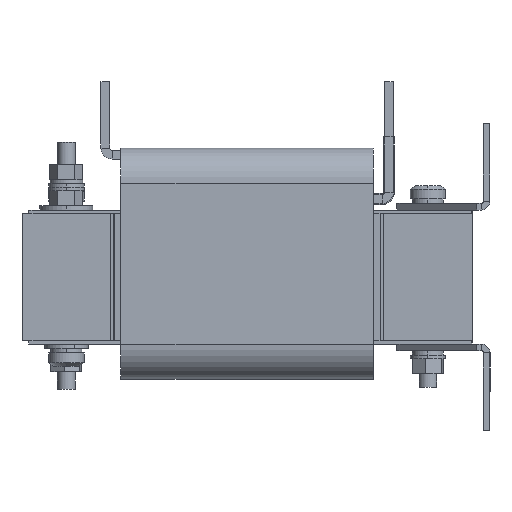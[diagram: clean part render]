
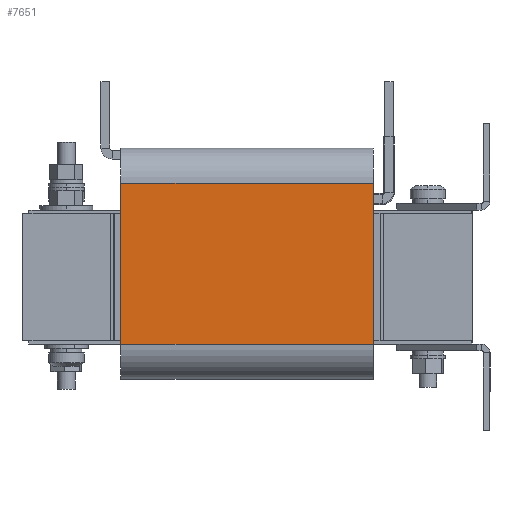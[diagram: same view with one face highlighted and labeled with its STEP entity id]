
A CAD part, left-side view. The second image highlights one B-rep face of the part: STEP entity #7651.
In plain terms, the highlighted planar face has unit normal (-1, 0, 0).
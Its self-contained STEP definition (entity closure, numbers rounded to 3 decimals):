
#658 = LINE ( 'NONE', #11697, #7554 ) ;
#934 = DIRECTION ( 'NONE',  ( 1., 0., 0. ) ) ;
#950 = LINE ( 'NONE', #13689, #14621 ) ;
#1054 = EDGE_CURVE ( 'Defeature ausgef�hrt2_28+Defeature ausgef�hrt2_27+Defeature ausgef�hrt2_19+Defeature ausgef�hrt2_20', #11178, #11729, #950, .T. ) ;
#1687 = CARTESIAN_POINT ( 'NONE',  ( -116., 57., 42.25 ) ) ;
#2099 = CARTESIAN_POINT ( 'NONE',  ( -116., 57., 42.25 ) ) ;
#2182 = EDGE_CURVE ( 'Defeature ausgef�hrt2_28+Defeature ausgef�hrt2_20+Defeature ausgef�hrt2_27+Defeature ausgef�hrt2_21', #11729, #13959, #12311, .T. ) ;
#2272 = FACE_OUTER_BOUND ( 'NONE', #14366, .T. ) ;
#3241 = EDGE_CURVE ( 'Defeature ausgef�hrt2_19+Defeature ausgef�hrt2_28+Defeature ausgef�hrt2_27+Defeature ausgef�hrt2_21', #11178, #12616, #658, .T. ) ;
#3569 = ORIENTED_EDGE ( 'NONE', *, *, #3241, .F. ) ;
#4427 = DIRECTION ( 'NONE',  ( 0., 0., 1. ) ) ;
#6375 = AXIS2_PLACEMENT_3D ( 'NONE', #2099, #934, #11993 ) ;
#6490 = DIRECTION ( 'NONE',  ( 0., -1., 0. ) ) ;
#6665 = DIRECTION ( 'NONE',  ( 0., -1., 0. ) ) ;
#7294 = ORIENTED_EDGE ( 'NONE', *, *, #9314, .F. ) ;
#7400 = CARTESIAN_POINT ( 'NONE',  ( -116., -57., 42.25 ) ) ;
#7478 = LINE ( 'NONE', #1687, #15536 ) ;
#7554 = VECTOR ( 'NONE', #4427, 1000. ) ;
#7651 = ADVANCED_FACE ( 'Defeature ausgef�hrt2_28', ( #2272 ), #13235, .F. ) ;
#9314 = EDGE_CURVE ( 'Defeature ausgef�hrt2_21+Defeature ausgef�hrt2_28+Defeature ausgef�hrt2_19+Defeature ausgef�hrt2_20', #12616, #13959, #7478, .T. ) ;
#9675 = VECTOR ( 'NONE', #14492, 1000. ) ;
#9692 = CARTESIAN_POINT ( 'NONE',  ( -116., 57., 42.25 ) ) ;
#11178 = VERTEX_POINT ( 'NONE', #15188 ) ;
#11697 = CARTESIAN_POINT ( 'NONE',  ( -116., 57., 42.25 ) ) ;
#11729 = VERTEX_POINT ( 'NONE', #12139 ) ;
#11993 = DIRECTION ( 'NONE',  ( 0., 0., -1. ) ) ;
#12139 = CARTESIAN_POINT ( 'NONE',  ( -116., -57., -30.25 ) ) ;
#12311 = LINE ( 'NONE', #7400, #9675 ) ;
#12370 = CARTESIAN_POINT ( 'NONE',  ( -116., -57., 42.25 ) ) ;
#12616 = VERTEX_POINT ( 'NONE', #9692 ) ;
#13235 = PLANE ( 'NONE',  #6375 ) ;
#13689 = CARTESIAN_POINT ( 'NONE',  ( -116., 57., -30.25 ) ) ;
#13959 = VERTEX_POINT ( 'NONE', #12370 ) ;
#14366 = EDGE_LOOP ( 'NONE', ( #14934, #7294, #3569, #15692 ) ) ;
#14492 = DIRECTION ( 'NONE',  ( 0., 0., 1. ) ) ;
#14621 = VECTOR ( 'NONE', #6490, 1000. ) ;
#14934 = ORIENTED_EDGE ( 'NONE', *, *, #2182, .T. ) ;
#15188 = CARTESIAN_POINT ( 'NONE',  ( -116., 57., -30.25 ) ) ;
#15536 = VECTOR ( 'NONE', #6665, 1000. ) ;
#15692 = ORIENTED_EDGE ( 'NONE', *, *, #1054, .T. ) ;
